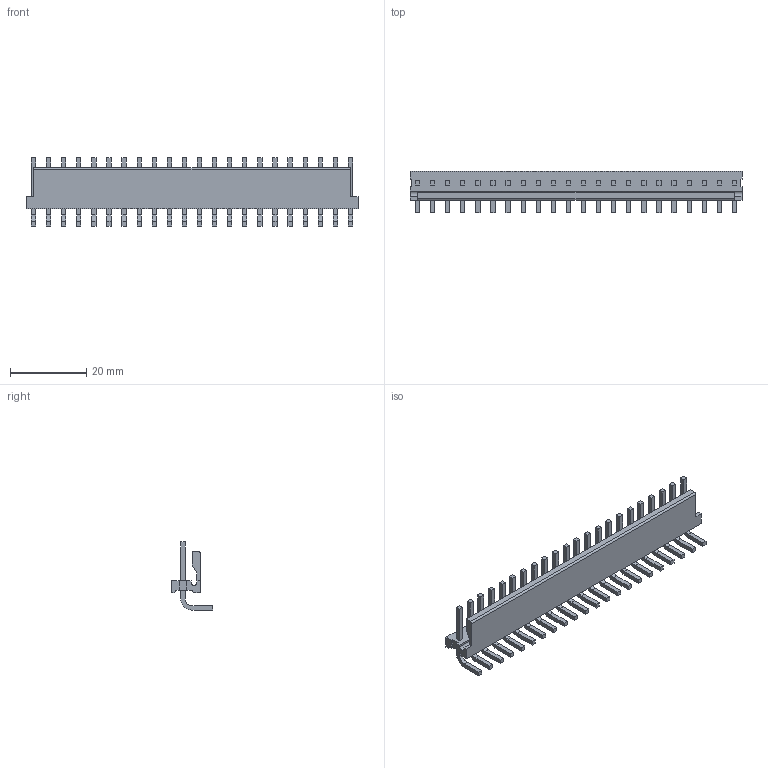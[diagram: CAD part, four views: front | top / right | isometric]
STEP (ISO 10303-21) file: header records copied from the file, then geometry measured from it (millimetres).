
FILE_DESCRIPTION((''),'2;1');
FILE_NAME('C-2-640387-2','2012-10-18T',('workeradm'),('Tyco Electronics Ltd.'),'PRO/ENGINEER BY PARAMETRIC TECHNOLOGY CORPORATION, 2010430','PRO/ENGINEER BY PARAMETRIC TECHNOLOGY CORPORATION, 2010430','');
FILE_SCHEMA(('AUTOMOTIVE_DESIGN { 1 0 10303 214 1 1 1 1 }'));
Length unit declared in the file: millimetre
Products named in the file (1): C-2-640387-2
Bounding box: 87.17 x 10.79 x 17.89 mm (x, y, z)
Volume: 3374.4 mm3; surface area: 5719.2 mm2
Topology: 1 solids, 1 shells, 337 faces, 873 edges, 582 vertices
Faces by surface type: plane 291, cylinder 46
Entity records: 10472 total; most frequent: CARTESIAN_POINT 1794, ORIENTED_EDGE 1746, DIRECTION 1639, EDGE_CURVE 873, VECTOR 781, LINE 781, VERTEX_POINT 582, AXIS2_PLACEMENT_3D 429
